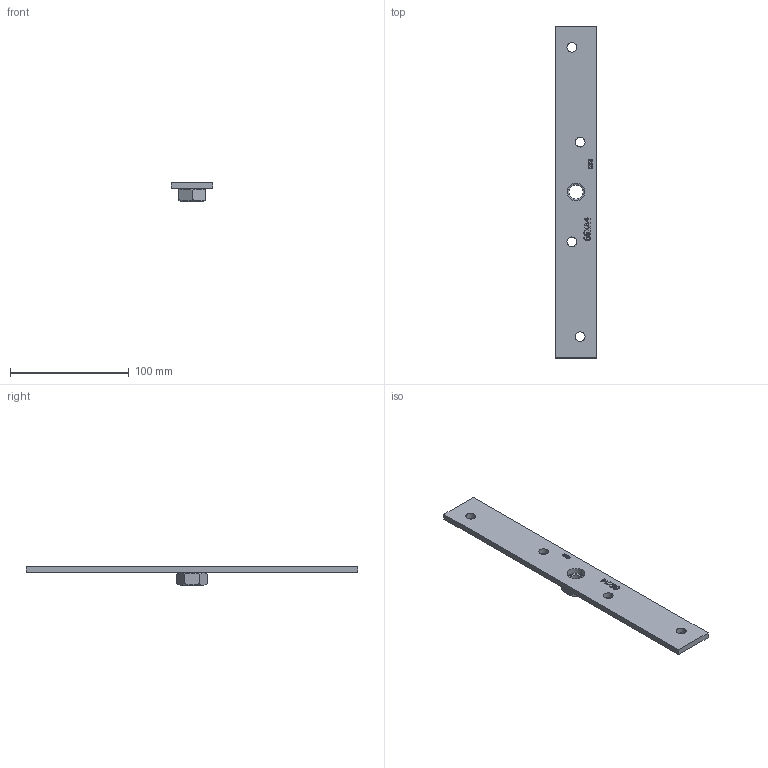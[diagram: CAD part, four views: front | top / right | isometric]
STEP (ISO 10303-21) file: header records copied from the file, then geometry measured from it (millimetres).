
FILE_DESCRIPTION(/* description */ (''),/* implementation_level */ '2;1');
FILE_NAME(/* name */ '0066XA4.stp',/* time_stamp */ '2019-08-23T08:26:13+02:00',/* author */ ('Didierr'),/* organization */ (''),/* preprocessor_version */ 'ST-DEVELOPER v17.2',/* originating_system */ 'Autodesk Inventor 2019',/* authorisation */ '');
FILE_SCHEMA (('AUTOMOTIVE_DESIGN { 1 0 10303 214 3 1 1 }'));
Length unit declared in the file: millimetre
Products named in the file (3): 0066XA4; 18399; 06022
Assembly tree (2 placements, depth 2):
  0066XA4
    18399
    06022
Bounding box: 35 x 280 x 16 mm (x, y, z)
Volume: 50319.7 mm3; surface area: 24549.3 mm2
Topology: 2 solids, 2 shells, 143 faces, 385 edges, 259 vertices
Faces by surface type: plane 87, bspline 38, cylinder 14, cone 4
Full cylindrical faces by diameter (mm): 8.2 x4, 11.835 x1, 15 x1
Entity records: 4792 total; most frequent: CARTESIAN_POINT 1310, ORIENTED_EDGE 770, DIRECTION 560, EDGE_CURVE 385, VERTEX_POINT 259, LINE 254, VECTOR 254, EDGE_LOOP 168
